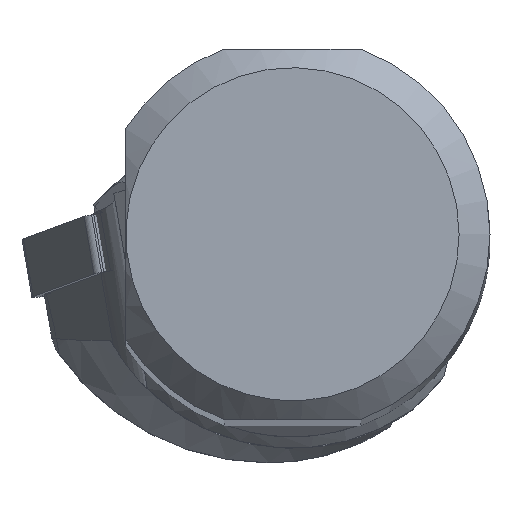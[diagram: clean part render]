
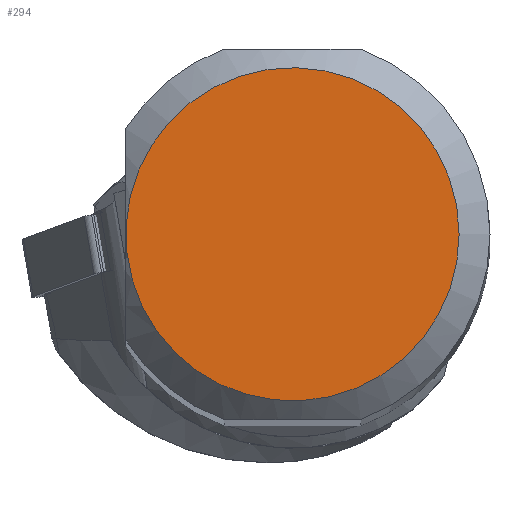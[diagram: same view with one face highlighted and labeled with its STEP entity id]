
A CAD part, top view. The second image highlights one B-rep face of the part: STEP entity #294.
In plain terms, the highlighted planar face has unit normal (0, 0, 1).
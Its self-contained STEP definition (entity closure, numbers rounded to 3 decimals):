
#207=FACE_OUTER_BOUND('',#725,.T.);
#294=ADVANCED_FACE('CU_SU_BP3',(#207),#361,.T.);
#361=PLANE('',#1905);
#725=EDGE_LOOP('',(#1007));
#1007=ORIENTED_EDGE('',*,*,#1584,.T.);
#1382=VERTEX_POINT('',#2914);
#1584=EDGE_CURVE('',#1382,#1382,#1705,.T.);
#1705=CIRCLE('',#1904,13.489);
#1904=AXIS2_PLACEMENT_3D('',#2913,#2268,#2269);
#1905=AXIS2_PLACEMENT_3D('',#2915,#2270,#2271);
#2268=DIRECTION('',(0.,0.,1.));
#2269=DIRECTION('',(1.,0.,0.));
#2270=DIRECTION('',(0.,0.,1.));
#2271=DIRECTION('',(1.,0.,0.));
#2913=CARTESIAN_POINT('',(0.,0.,0.));
#2914=CARTESIAN_POINT('',(13.489,0.,0.));
#2915=CARTESIAN_POINT('',(0.,0.,
0.));
